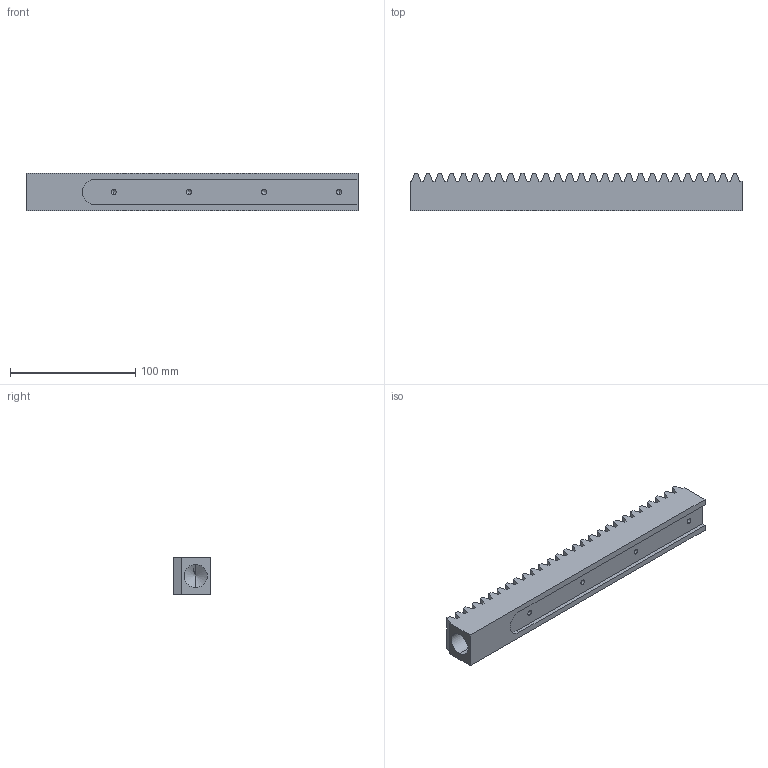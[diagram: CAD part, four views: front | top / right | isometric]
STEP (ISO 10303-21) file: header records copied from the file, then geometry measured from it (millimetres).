
FILE_DESCRIPTION (( 'STEP AP203' ), '1' );
FILE_NAME ('80400301212.step', '2020-10-21T11:39:16', ( '' ), ( '' ), 'SwSTEP 2.0', 'SolidWorks 2020', '' );
FILE_SCHEMA (( 'CONFIG_CONTROL_DESIGN' ));
Length unit declared in the file: millimetre
Products named in the file (1): 80400301212
Bounding box: 265 x 30 x 30 mm (x, y, z)
Volume: 186779.9 mm3; surface area: 44145.4 mm2
Topology: 1 solids, 1 shells, 142 faces, 410 edges, 265 vertices
Faces by surface type: plane 121, cylinder 11, cone 10
Entity records: 4583 total; most frequent: CARTESIAN_POINT 808, ORIENTED_EDGE 800, DIRECTION 708, EDGE_CURVE 400, LINE 378, VECTOR 378, VERTEX_POINT 265, AXIS2_PLACEMENT_3D 165
